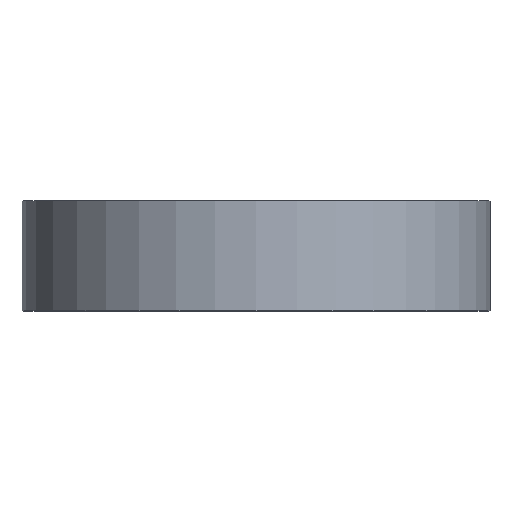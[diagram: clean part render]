
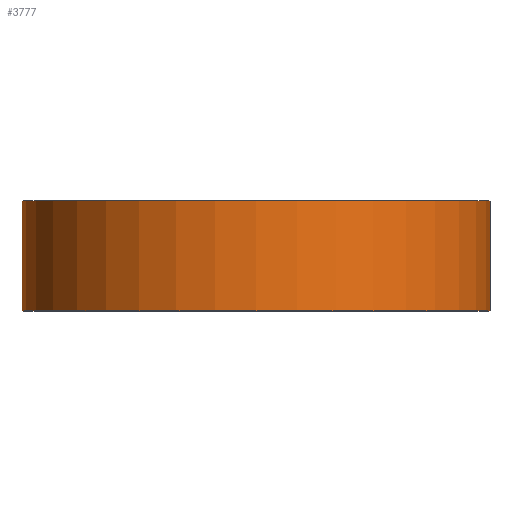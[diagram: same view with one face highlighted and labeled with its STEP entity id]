
A CAD part, top view. The second image highlights one B-rep face of the part: STEP entity #3777.
In plain terms, the highlighted cylindrical face has radius 100 mm (diameter 200 mm), a full revolution.
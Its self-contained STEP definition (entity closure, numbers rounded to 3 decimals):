
#207=CYLINDRICAL_SURFACE('',#4198,100.);
#427=FACE_OUTER_BOUND('',#821,.T.);
#821=EDGE_LOOP('',(#3020,#3021,#3022,#3023,#3024));
#1070=LINE('',#8387,#1309);
#1309=VECTOR('',#4992,100.);
#1575=CIRCLE('',#4060,100.);
#1576=CIRCLE('',#4061,100.);
#1593=CIRCLE('',#4108,100.);
#1867=VERTEX_POINT('',#6370);
#1868=VERTEX_POINT('',#6371);
#1925=VERTEX_POINT('',#8205);
#2199=EDGE_CURVE('',#1867,#1868,#1575,.T.);
#2200=EDGE_CURVE('',#1868,#1867,#1576,.T.);
#2288=EDGE_CURVE('',#1925,#1925,#1593,.T.);
#2379=EDGE_CURVE('',#1868,#1925,#1070,.T.);
#3020=ORIENTED_EDGE('',*,*,#2199,.T.);
#3021=ORIENTED_EDGE('',*,*,#2379,.T.);
#3022=ORIENTED_EDGE('',*,*,#2288,.T.);
#3023=ORIENTED_EDGE('',*,*,#2379,.F.);
#3024=ORIENTED_EDGE('',*,*,#2200,.T.);
#3777=ADVANCED_FACE('',(#427),#207,.T.);
#4060=AXIS2_PLACEMENT_3D('',#6372,#4655,#4656);
#4061=AXIS2_PLACEMENT_3D('',#6373,#4657,#4658);
#4108=AXIS2_PLACEMENT_3D('',#8206,#4808,#4809);
#4198=AXIS2_PLACEMENT_3D('',#8386,#4990,#4991);
#4655=DIRECTION('center_axis',(0.,-1.,0.));
#4656=DIRECTION('ref_axis',(1.,0.,0.));
#4657=DIRECTION('center_axis',(0.,-1.,0.));
#4658=DIRECTION('ref_axis',(1.,0.,0.));
#4808=DIRECTION('center_axis',(0.,1.,0.));
#4809=DIRECTION('ref_axis',(1.,0.,0.));
#4990=DIRECTION('center_axis',(0.,1.,0.));
#4991=DIRECTION('ref_axis',(1.,0.,0.));
#4992=DIRECTION('',(0.,-1.,0.));
#6370=CARTESIAN_POINT('',(100.,50.8,0.));
#6371=CARTESIAN_POINT('',(-100.,50.8,0.));
#6372=CARTESIAN_POINT('Origin',(0.,50.8,0.));
#6373=CARTESIAN_POINT('Origin',(0.,50.8,0.));
#8205=CARTESIAN_POINT('',(-100.,3.8,0.));
#8206=CARTESIAN_POINT('Origin',(0.,3.8,
0.));
#8386=CARTESIAN_POINT('Origin',(0.,3.8,
0.));
#8387=CARTESIAN_POINT('',(-100.,3.8,0.));
